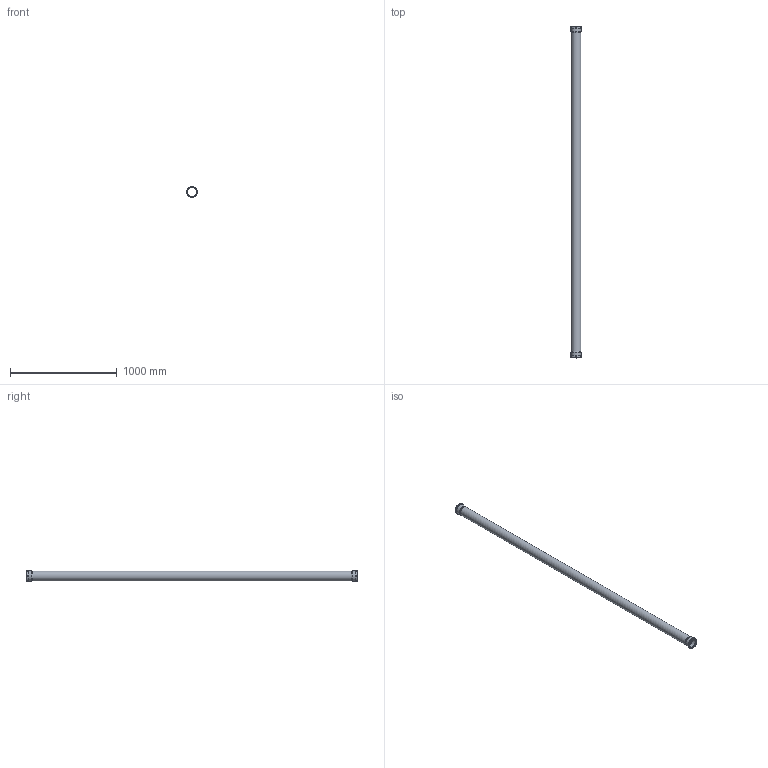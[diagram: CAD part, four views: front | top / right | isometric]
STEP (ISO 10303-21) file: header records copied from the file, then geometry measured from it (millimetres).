
FILE_DESCRIPTION(/* description */ (''),/* implementation_level */ '2;1');
FILE_NAME(/* name */ '178470 HTsafeDM DN_OD 90x3000.stp',/* time_stamp */ '2018-09-13T08:08:55+02:00',/* author */ ('user1'),/* organization */ (''),/* preprocessor_version */ 'ST-DEVELOPER v16.1',/* originating_system */ 'Autodesk Inventor 2016',/* authorisation */ '');
FILE_SCHEMA (('AUTOMOTIVE_DESIGN { 1 0 10303 214 3 1 1 }'));
Length unit declared in the file: millimetre
Products named in the file (1): 178470 HTsafeDM DN_OD 90x3000
Bounding box: 104.5 x 3116 x 104.5 mm (x, y, z)
Volume: 2068050.8 mm3; surface area: 1733815.8 mm2
Topology: 1 solids, 1 shells, 52 faces, 100 edges, 52 vertices
Faces by surface type: torus 20, cylinder 16, cone 12, plane 4
Full cylindrical faces by diameter (mm): 85.4 x1, 90.2 x1, 90.5 x2, 90.8 x4, 94.7 x2, 95 x2, 100.3 x2, 104.5 x2
Entity records: 1072 total; most frequent: DIRECTION 210, CARTESIAN_POINT 157, AXIS2_PLACEMENT_3D 105, EDGE_LOOP 104, ORIENTED_EDGE 104, FACE_BOUND 52, FACE_OUTER_BOUND 52, CIRCLE 52
